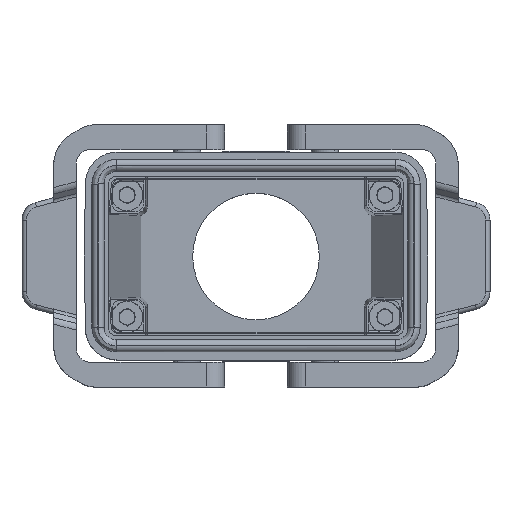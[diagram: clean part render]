
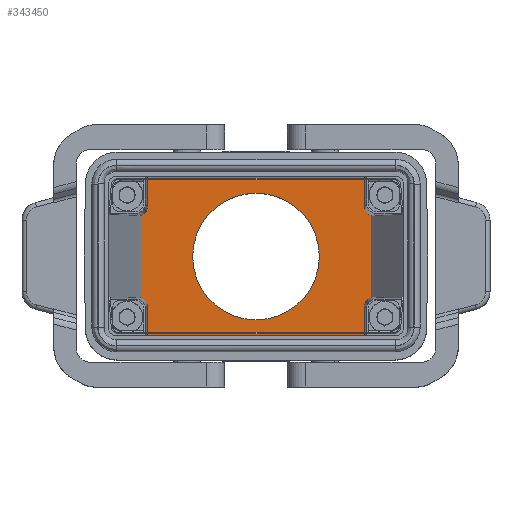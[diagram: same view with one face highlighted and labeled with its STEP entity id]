
A CAD part, top view. The second image highlights one B-rep face of the part: STEP entity #343450.
In plain terms, the highlighted face is planar.
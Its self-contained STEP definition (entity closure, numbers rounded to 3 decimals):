
#19650=CARTESIAN_POINT('',(-52.704,-90.1,
-79.097));
#19660=VERTEX_POINT('',#19650);
#19820=CARTESIAN_POINT('',(-51.269,-90.1,-81.016
));
#19830=VERTEX_POINT('',#19820);
#19860=CARTESIAN_POINT('',(-53.269,-90.1,
-81.016));
#19870=DIRECTION('',(0.,-1.,0.));
#19880=DIRECTION('',(-0.707,0.,
-0.707));
#19890=AXIS2_PLACEMENT_3D('',#19860,#19870,#19880);
#19900=ELLIPSE('',#19890,2.,2.);
#19910=EDGE_CURVE('',#19830,#19660,#19900,.T.);
#20120=CARTESIAN_POINT('',(-3.238,-90.1,
-87.596));
#20130=VERTEX_POINT('',#20120);
#20300=CARTESIAN_POINT('',(-3.238,-90.1,
-81.016));
#20310=VERTEX_POINT('',#20300);
#20340=CARTESIAN_POINT('',(-3.238,-90.1,0.));
#20350=DIRECTION('',(0.,0.,-1.));
#20360=VECTOR('',#20350,1.);
#20370=LINE('',#20340,#20360);
#20380=EDGE_CURVE('',#20310,#20130,#20370,.T.);
#32930=CARTESIAN_POINT('',(-1.803,-90.1,
-79.097));
#32940=VERTEX_POINT('',#32930);
#32970=CARTESIAN_POINT('',(-1.238,-90.1,
-81.016));
#32980=DIRECTION('',(0.,-1.,0.));
#32990=DIRECTION('',(-0.707,0.,
0.707));
#33000=AXIS2_PLACEMENT_3D('',#32970,#32980,#32990);
#33010=ELLIPSE('',#33000,2.,2.);
#33020=EDGE_CURVE('',#32940,#20310,#33010,.T.);
#38860=CARTESIAN_POINT('',(-51.269,-90.1,
-87.596));
#38870=VERTEX_POINT('',#38860);
#38900=CARTESIAN_POINT('',(-51.269,-90.1,0.));
#38910=DIRECTION('',(0.,0.,1.));
#38920=VECTOR('',#38910,1.);
#38930=LINE('',#38900,#38920);
#38940=EDGE_CURVE('',#38870,#19830,#38930,.T.);
#40460=CARTESIAN_POINT('',(-52.704,-90.1,0.));
#40470=DIRECTION('',(0.,0.,-1.));
#40480=VECTOR('',#40470,1.);
#40490=LINE('',#40460,#40480);
#40500=CARTESIAN_POINT('',(-52.704,-90.1,
-60.903));
#40510=VERTEX_POINT('',#40500);
#40520=EDGE_CURVE('',#40510,#19660,#40490,.T.);
#44840=CARTESIAN_POINT('',(-51.269,-90.1,
-52.404));
#44850=VERTEX_POINT('',#44840);
#44930=CARTESIAN_POINT('',(-51.269,-90.1,
-58.984));
#44940=VERTEX_POINT('',#44930);
#44970=CARTESIAN_POINT('',(-51.269,-90.1,0.));
#44980=DIRECTION('',(0.,0.,1.));
#44990=VECTOR('',#44980,1.);
#45000=LINE('',#44970,#44990);
#45010=EDGE_CURVE('',#44940,#44850,#45000,.T.);
#52590=CARTESIAN_POINT('',(-53.269,-90.1,
-58.984));
#52600=DIRECTION('',(0.,-1.,0.));
#52610=DIRECTION('',(0.707,0.,
-0.707));
#52620=AXIS2_PLACEMENT_3D('',#52590,#52600,#52610);
#52630=ELLIPSE('',#52620,2.,2.);
#52640=EDGE_CURVE('',#40510,#44940,#52630,.T.);
#52870=CARTESIAN_POINT('',(-3.238,-90.1,
-58.984));
#52880=VERTEX_POINT('',#52870);
#52960=CARTESIAN_POINT('',(-3.238,-90.1,
-52.404));
#52970=VERTEX_POINT('',#52960);
#53000=CARTESIAN_POINT('',(-3.238,-90.1,0.));
#53010=DIRECTION('',(0.,0.,-1.));
#53020=VECTOR('',#53010,1.);
#53030=LINE('',#53000,#53020);
#53040=EDGE_CURVE('',#52970,#52880,#53030,.T.);
#54290=CARTESIAN_POINT('',(-1.803,-90.1,
-60.903));
#54300=VERTEX_POINT('',#54290);
#54330=CARTESIAN_POINT('',(-1.803,-90.1,0.));
#54340=DIRECTION('',(0.,0.,-1.));
#54350=VECTOR('',#54340,1.);
#54360=LINE('',#54330,#54350);
#54370=EDGE_CURVE('',#54300,#32940,#54360,.T.);
#74980=CARTESIAN_POINT('',(-1.238,-90.1,
-58.984));
#74990=DIRECTION('',(0.,-1.,0.));
#75000=DIRECTION('',(-0.707,0.,
-0.707));
#75010=AXIS2_PLACEMENT_3D('',#74980,#74990,#75000);
#75020=ELLIPSE('',#75010,2.,2.);
#75030=EDGE_CURVE('',#52880,#54300,#75020,.T.);
#321790=CARTESIAN_POINT('',(0.,-90.1,-52.404));
#321800=DIRECTION('',(-1.,0.,0.));
#321810=VECTOR('',#321800,1.);
#321820=LINE('',#321790,#321810);
#321830=EDGE_CURVE('',#52970,#44850,#321820,.T.);
#331530=CARTESIAN_POINT('',(0.,-90.1,-87.596));
#331540=DIRECTION('',(1.,0.,0.));
#331550=VECTOR('',#331540,1.);
#331560=LINE('',#331530,#331550);
#331570=EDGE_CURVE('',#38870,#20130,#331560,.T.);
#341670=CARTESIAN_POINT('',(-41.253,-90.1,-70.));
#341680=VERTEX_POINT('',#341670);
#341760=CARTESIAN_POINT('',(-13.253,-90.1,-70.));
#341770=VERTEX_POINT('',#341760);
#341800=CARTESIAN_POINT('',(-27.253,-90.1,-70.));
#341810=DIRECTION('',(0.,-1.,0.));
#341820=DIRECTION('',(-1.,0.,0.));
#341830=AXIS2_PLACEMENT_3D('',#341800,#341810,#341820);
#341840=CIRCLE('',#341830,14.);
#341850=EDGE_CURVE('',#341770,#341680,#341840,.T.);
#343210=CARTESIAN_POINT('',(-20.753,-90.1,-70.));
#343220=DIRECTION('',(0.,-1.,0.));
#343230=DIRECTION('',(-1.,0.,0.));
#343240=AXIS2_PLACEMENT_3D('',#343210,#343220,#343230);
#343250=PLANE('',#343240);
#343260=EDGE_CURVE('',#341680,#341770,#341840,.T.);
#343270=ORIENTED_EDGE('',*,*,#343260,.T.);
#343280=ORIENTED_EDGE('',*,*,#341850,.T.);
#343290=EDGE_LOOP('',(#343280,#343270));
#343300=FACE_BOUND('',#343290,.T.);
#343310=ORIENTED_EDGE('',*,*,#321830,.F.);
#343320=ORIENTED_EDGE('',*,*,#45010,.T.);
#343330=ORIENTED_EDGE('',*,*,#52640,.T.);
#343340=ORIENTED_EDGE('',*,*,#40520,.F.);
#343350=ORIENTED_EDGE('',*,*,#19910,.T.);
#343360=ORIENTED_EDGE('',*,*,#38940,.T.);
#343370=ORIENTED_EDGE('',*,*,#331570,.F.);
#343380=ORIENTED_EDGE('',*,*,#20380,.T.);
#343390=ORIENTED_EDGE('',*,*,#33020,.T.);
#343400=ORIENTED_EDGE('',*,*,#54370,.T.);
#343410=ORIENTED_EDGE('',*,*,#75030,.T.);
#343420=ORIENTED_EDGE('',*,*,#53040,.T.);
#343430=EDGE_LOOP('',(#343420,#343410,#343400,#343390,#343380,#343370,
#343360,#343350,#343340,#343330,#343320,#343310));
#343440=FACE_OUTER_BOUND('',#343430,.T.);
#343450=ADVANCED_FACE('',(#343300,#343440),#343250,.F.);
